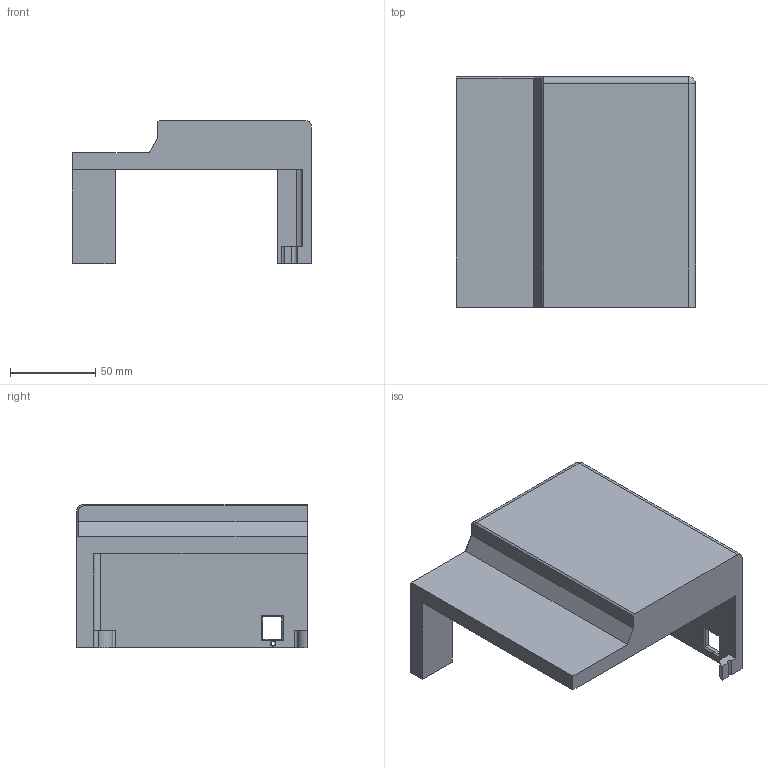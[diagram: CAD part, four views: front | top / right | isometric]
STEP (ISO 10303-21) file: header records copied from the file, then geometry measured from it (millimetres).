
FILE_DESCRIPTION(/* description */ (''),/* implementation_level */ '2;1');
FILE_NAME(/* name */ 'top 22.step',/* time_stamp */ '2020-12-18T16:20:42+06:00',/* author */ (''),/* organization */ (''),/* preprocessor_version */ 'ST-DEVELOPER v18.1',/* originating_system */ 'Autodesk Translation Framework v9.7.1.1290',/* authorisation */ '');
FILE_SCHEMA (('AUTOMOTIVE_DESIGN { 1 0 10303 214 3 1 1 }'));
Length unit declared in the file: millimetre
Products named in the file (1): top 22
Bounding box: 140 x 135 x 84 mm (x, y, z)
Volume: 353307 mm3; surface area: 74847.4 mm2
Topology: 1 solids, 1 shells, 74 faces, 198 edges, 126 vertices
Faces by surface type: plane 42, cylinder 27, bspline 2, sphere 2, cone 1
Full cylindrical faces by diameter (mm): 2.529 x3, 3 x1, 3.086 x1
Entity records: 3284 total; most frequent: CARTESIAN_POINT 1439, ORIENTED_EDGE 396, DIRECTION 343, EDGE_CURVE 198, LINE 135, VECTOR 135, VERTEX_POINT 126, AXIS2_PLACEMENT_3D 104
